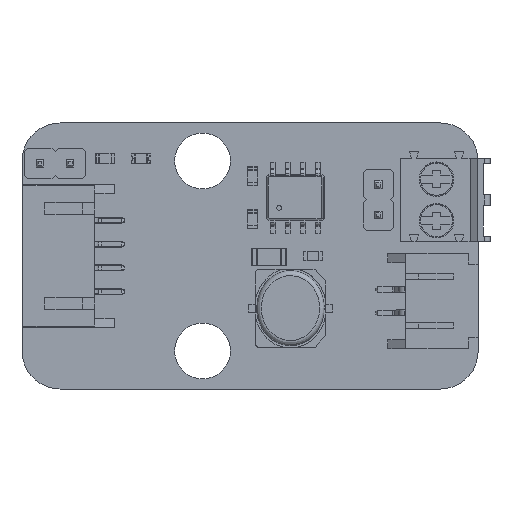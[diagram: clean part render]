
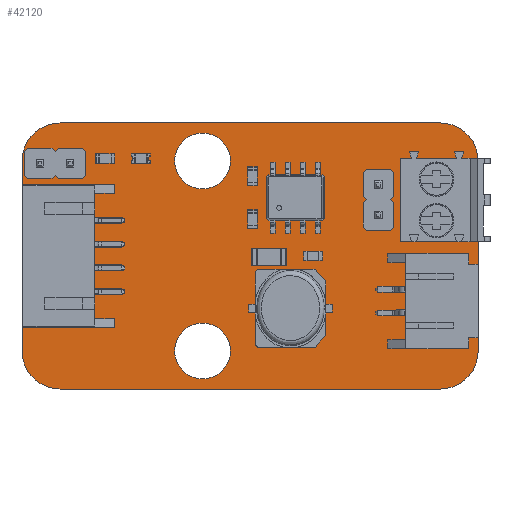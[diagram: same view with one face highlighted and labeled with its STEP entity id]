
A CAD part, top view. The second image highlights one B-rep face of the part: STEP entity #42120.
In plain terms, the highlighted planar face has unit normal (0, 0, 1).
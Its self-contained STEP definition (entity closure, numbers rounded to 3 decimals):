
#41850 = VERTEX_POINT('',#41851);
#41851 = CARTESIAN_POINT('',(124.3,100.2,1.6));
#41857 = EDGE_CURVE('',#41850,#41858,#41860,.T.);
#41858 = VERTEX_POINT('',#41859);
#41859 = CARTESIAN_POINT('',(127.5,97.,1.6));
#41860 = CIRCLE('',#41861,3.2);
#41861 = AXIS2_PLACEMENT_3D('',#41862,#41863,#41864);
#41862 = CARTESIAN_POINT('',(124.3,97.,1.6));
#41863 = DIRECTION('',(0.,0.,-1.));
#41864 = DIRECTION('',(0.,1.,0.));
#41892 = VERTEX_POINT('',#41893);
#41893 = CARTESIAN_POINT('',(92.3,100.2,1.6));
#41899 = EDGE_CURVE('',#41892,#41850,#41900,.T.);
#41900 = LINE('',#41901,#41902);
#41901 = CARTESIAN_POINT('',(92.3,100.2,1.6));
#41902 = VECTOR('',#41903,1.);
#41903 = DIRECTION('',(1.,0.,0.));
#41921 = EDGE_CURVE('',#41858,#41922,#41924,.T.);
#41922 = VERTEX_POINT('',#41923);
#41923 = CARTESIAN_POINT('',(127.5,81.,1.6));
#41924 = LINE('',#41925,#41926);
#41925 = CARTESIAN_POINT('',(127.5,97.,1.6));
#41926 = VECTOR('',#41927,1.);
#41927 = DIRECTION('',(0.,-1.,0.));
#42120 = ADVANCED_FACE('',(#42121,#42167,#42178,#42189,#42200,#42211,
    #42222,#42233,#42244,#42255,#42266,#42277),#42288,.T.);
#42121 = FACE_BOUND('',#42122,.T.);
#42122 = EDGE_LOOP('',(#42123,#42124,#42125,#42134,#42142,#42151,#42159,
    #42166));
#42123 = ORIENTED_EDGE('',*,*,#41857,.F.);
#42124 = ORIENTED_EDGE('',*,*,#41899,.F.);
#42125 = ORIENTED_EDGE('',*,*,#42126,.F.);
#42126 = EDGE_CURVE('',#42127,#41892,#42129,.T.);
#42127 = VERTEX_POINT('',#42128);
#42128 = CARTESIAN_POINT('',(89.1,97.,1.6));
#42129 = CIRCLE('',#42130,3.2);
#42130 = AXIS2_PLACEMENT_3D('',#42131,#42132,#42133);
#42131 = CARTESIAN_POINT('',(92.3,97.,1.6));
#42132 = DIRECTION('',(0.,0.,-1.));
#42133 = DIRECTION('',(-1.,0.,-0.));
#42134 = ORIENTED_EDGE('',*,*,#42135,.F.);
#42135 = EDGE_CURVE('',#42136,#42127,#42138,.T.);
#42136 = VERTEX_POINT('',#42137);
#42137 = CARTESIAN_POINT('',(89.1,81.,1.6));
#42138 = LINE('',#42139,#42140);
#42139 = CARTESIAN_POINT('',(89.1,81.,1.6));
#42140 = VECTOR('',#42141,1.);
#42141 = DIRECTION('',(0.,1.,0.));
#42142 = ORIENTED_EDGE('',*,*,#42143,.F.);
#42143 = EDGE_CURVE('',#42144,#42136,#42146,.T.);
#42144 = VERTEX_POINT('',#42145);
#42145 = CARTESIAN_POINT('',(92.3,77.8,1.6));
#42146 = CIRCLE('',#42147,3.2);
#42147 = AXIS2_PLACEMENT_3D('',#42148,#42149,#42150);
#42148 = CARTESIAN_POINT('',(92.3,81.,1.6));
#42149 = DIRECTION('',(0.,0.,-1.));
#42150 = DIRECTION('',(0.,-1.,0.));
#42151 = ORIENTED_EDGE('',*,*,#42152,.F.);
#42152 = EDGE_CURVE('',#42153,#42144,#42155,.T.);
#42153 = VERTEX_POINT('',#42154);
#42154 = CARTESIAN_POINT('',(124.3,77.8,1.6));
#42155 = LINE('',#42156,#42157);
#42156 = CARTESIAN_POINT('',(124.3,77.8,1.6));
#42157 = VECTOR('',#42158,1.);
#42158 = DIRECTION('',(-1.,0.,0.));
#42159 = ORIENTED_EDGE('',*,*,#42160,.F.);
#42160 = EDGE_CURVE('',#41922,#42153,#42161,.T.);
#42161 = CIRCLE('',#42162,3.2);
#42162 = AXIS2_PLACEMENT_3D('',#42163,#42164,#42165);
#42163 = CARTESIAN_POINT('',(124.3,81.,1.6));
#42164 = DIRECTION('',(0.,0.,-1.));
#42165 = DIRECTION('',(1.,0.,0.));
#42166 = ORIENTED_EDGE('',*,*,#41921,.F.);
#42167 = FACE_BOUND('',#42168,.T.);
#42168 = EDGE_LOOP('',(#42169));
#42169 = ORIENTED_EDGE('',*,*,#42170,.T.);
#42170 = EDGE_CURVE('',#42171,#42171,#42173,.T.);
#42171 = VERTEX_POINT('',#42172);
#42172 = CARTESIAN_POINT('',(104.3,78.65,1.6));
#42173 = CIRCLE('',#42174,2.35);
#42174 = AXIS2_PLACEMENT_3D('',#42175,#42176,#42177);
#42175 = CARTESIAN_POINT('',(104.3,81.,1.6));
#42176 = DIRECTION('',(-0.,0.,-1.));
#42177 = DIRECTION('',(0.,-1.,0.));
#42178 = FACE_BOUND('',#42179,.T.);
#42179 = EDGE_LOOP('',(#42180));
#42180 = ORIENTED_EDGE('',*,*,#42181,.T.);
#42181 = EDGE_CURVE('',#42182,#42182,#42184,.T.);
#42182 = VERTEX_POINT('',#42183);
#42183 = CARTESIAN_POINT('',(92.5,86.03,1.6));
#42184 = CIRCLE('',#42185,0.425);
#42185 = AXIS2_PLACEMENT_3D('',#42186,#42187,#42188);
#42186 = CARTESIAN_POINT('',(92.5,86.455,1.6));
#42187 = DIRECTION('',(-0.,0.,-1.));
#42188 = DIRECTION('',(-0.,-1.,0.));
#42189 = FACE_BOUND('',#42190,.T.);
#42190 = EDGE_LOOP('',(#42191));
#42191 = ORIENTED_EDGE('',*,*,#42192,.T.);
#42192 = EDGE_CURVE('',#42193,#42193,#42195,.T.);
#42193 = VERTEX_POINT('',#42194);
#42194 = CARTESIAN_POINT('',(92.5,88.57,1.6));
#42195 = CIRCLE('',#42196,0.425);
#42196 = AXIS2_PLACEMENT_3D('',#42197,#42198,#42199);
#42197 = CARTESIAN_POINT('',(92.5,88.995,1.6));
#42198 = DIRECTION('',(-0.,0.,-1.));
#42199 = DIRECTION('',(-0.,-1.,0.));
#42200 = FACE_BOUND('',#42201,.T.);
#42201 = EDGE_LOOP('',(#42202));
#42202 = ORIENTED_EDGE('',*,*,#42203,.T.);
#42203 = EDGE_CURVE('',#42204,#42204,#42206,.T.);
#42204 = VERTEX_POINT('',#42205);
#42205 = CARTESIAN_POINT('',(92.5,91.11,1.6));
#42206 = CIRCLE('',#42207,0.425);
#42207 = AXIS2_PLACEMENT_3D('',#42208,#42209,#42210);
#42208 = CARTESIAN_POINT('',(92.5,91.535,1.6));
#42209 = DIRECTION('',(-0.,0.,-1.));
#42210 = DIRECTION('',(-0.,-1.,0.));
#42211 = FACE_BOUND('',#42212,.T.);
#42212 = EDGE_LOOP('',(#42213));
#42213 = ORIENTED_EDGE('',*,*,#42214,.T.);
#42214 = EDGE_CURVE('',#42215,#42215,#42217,.T.);
#42215 = VERTEX_POINT('',#42216);
#42216 = CARTESIAN_POINT('',(90.63,96.37,1.6));
#42217 = CIRCLE('',#42218,0.425);
#42218 = AXIS2_PLACEMENT_3D('',#42219,#42220,#42221);
#42219 = CARTESIAN_POINT('',(90.63,96.795,1.6));
#42220 = DIRECTION('',(-0.,0.,-1.));
#42221 = DIRECTION('',(-0.,-1.,0.));
#42222 = FACE_BOUND('',#42223,.T.);
#42223 = EDGE_LOOP('',(#42224));
#42224 = ORIENTED_EDGE('',*,*,#42225,.T.);
#42225 = EDGE_CURVE('',#42226,#42226,#42228,.T.);
#42226 = VERTEX_POINT('',#42227);
#42227 = CARTESIAN_POINT('',(93.17,96.37,1.6));
#42228 = CIRCLE('',#42229,0.425);
#42229 = AXIS2_PLACEMENT_3D('',#42230,#42231,#42232);
#42230 = CARTESIAN_POINT('',(93.17,96.795,1.6));
#42231 = DIRECTION('',(-0.,0.,-1.));
#42232 = DIRECTION('',(-0.,-1.,0.));
#42233 = FACE_BOUND('',#42234,.T.);
#42234 = EDGE_LOOP('',(#42235));
#42235 = ORIENTED_EDGE('',*,*,#42236,.T.);
#42236 = EDGE_CURVE('',#42237,#42237,#42239,.T.);
#42237 = VERTEX_POINT('',#42238);
#42238 = CARTESIAN_POINT('',(104.3,94.65,1.6));
#42239 = CIRCLE('',#42240,2.35);
#42240 = AXIS2_PLACEMENT_3D('',#42241,#42242,#42243);
#42241 = CARTESIAN_POINT('',(104.3,97.,1.6));
#42242 = DIRECTION('',(-0.,0.,-1.));
#42243 = DIRECTION('',(0.,-1.,0.));
#42244 = FACE_BOUND('',#42245,.T.);
#42245 = EDGE_LOOP('',(#42246));
#42246 = ORIENTED_EDGE('',*,*,#42247,.T.);
#42247 = EDGE_CURVE('',#42248,#42248,#42250,.T.);
#42248 = VERTEX_POINT('',#42249);
#42249 = CARTESIAN_POINT('',(119.1,92.005,1.6));
#42250 = CIRCLE('',#42251,0.425);
#42251 = AXIS2_PLACEMENT_3D('',#42252,#42253,#42254);
#42252 = CARTESIAN_POINT('',(119.1,92.43,1.6));
#42253 = DIRECTION('',(-0.,0.,-1.));
#42254 = DIRECTION('',(-0.,-1.,0.));
#42255 = FACE_BOUND('',#42256,.T.);
#42256 = EDGE_LOOP('',(#42257));
#42257 = ORIENTED_EDGE('',*,*,#42258,.T.);
#42258 = EDGE_CURVE('',#42259,#42259,#42261,.T.);
#42259 = VERTEX_POINT('',#42260);
#42260 = CARTESIAN_POINT('',(124.,91.45,1.6));
#42261 = CIRCLE('',#42262,0.5);
#42262 = AXIS2_PLACEMENT_3D('',#42263,#42264,#42265);
#42263 = CARTESIAN_POINT('',(124.,91.95,1.6));
#42264 = DIRECTION('',(-0.,0.,-1.));
#42265 = DIRECTION('',(-0.,-1.,0.));
#42266 = FACE_BOUND('',#42267,.T.);
#42267 = EDGE_LOOP('',(#42268));
#42268 = ORIENTED_EDGE('',*,*,#42269,.T.);
#42269 = EDGE_CURVE('',#42270,#42270,#42272,.T.);
#42270 = VERTEX_POINT('',#42271);
#42271 = CARTESIAN_POINT('',(119.1,94.545,1.6));
#42272 = CIRCLE('',#42273,0.425);
#42273 = AXIS2_PLACEMENT_3D('',#42274,#42275,#42276);
#42274 = CARTESIAN_POINT('',(119.1,94.97,1.6));
#42275 = DIRECTION('',(-0.,0.,-1.));
#42276 = DIRECTION('',(-0.,-1.,0.));
#42277 = FACE_BOUND('',#42278,.T.);
#42278 = EDGE_LOOP('',(#42279));
#42279 = ORIENTED_EDGE('',*,*,#42280,.T.);
#42280 = EDGE_CURVE('',#42281,#42281,#42283,.T.);
#42281 = VERTEX_POINT('',#42282);
#42282 = CARTESIAN_POINT('',(124.,94.95,1.6));
#42283 = CIRCLE('',#42284,0.5);
#42284 = AXIS2_PLACEMENT_3D('',#42285,#42286,#42287);
#42285 = CARTESIAN_POINT('',(124.,95.45,1.6));
#42286 = DIRECTION('',(-0.,0.,-1.));
#42287 = DIRECTION('',(-0.,-1.,0.));
#42288 = PLANE('',#42289);
#42289 = AXIS2_PLACEMENT_3D('',#42290,#42291,#42292);
#42290 = CARTESIAN_POINT('',(0.,0.,1.6));
#42291 = DIRECTION('',(0.,0.,1.));
#42292 = DIRECTION('',(1.,0.,-0.));
